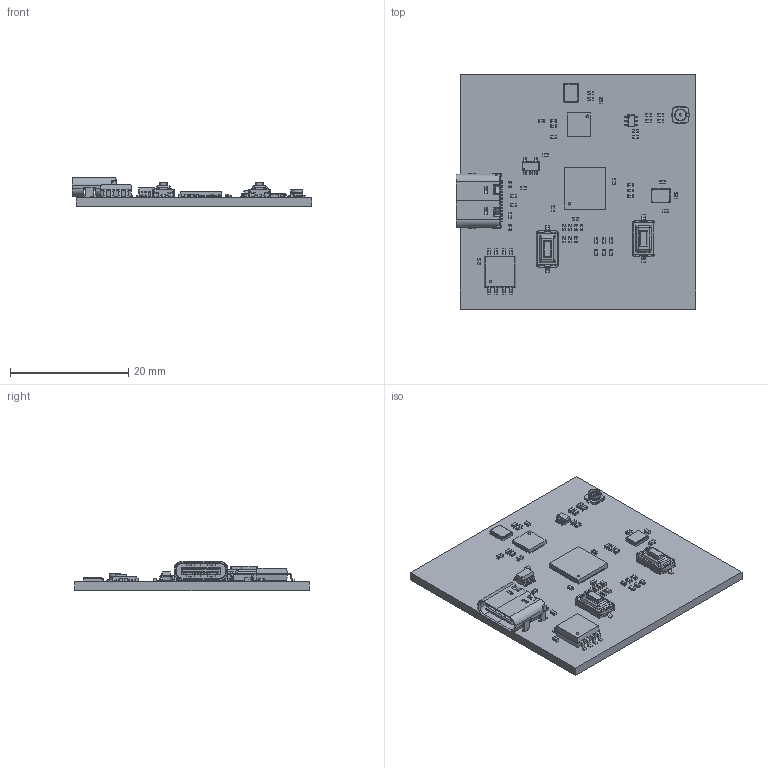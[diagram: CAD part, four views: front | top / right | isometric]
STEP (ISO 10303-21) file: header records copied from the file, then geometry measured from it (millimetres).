
FILE_DESCRIPTION(('KiCad electronic assembly'),'2;1');
FILE_NAME('LOORAA.step','2026-02-13T12:51:45',('Pcbnew'),('Kicad'), 'Open CASCADE STEP processor 7.9','KiCad to STEP converter','Unknown' );
FILE_SCHEMA(('AUTOMOTIVE_DESIGN { 1 0 10303 214 1 1 1 1 }'));
Length unit declared in the file: millimetre
Products named in the file (16): LOORAA 1; C_0402_1005Metric; SOT-23-5; QFN-24-1EP_4x4mm_P0.5mm_EP2.6x2.6mm; R_0402_1005Metric; L_0402_1005Metric; Crystal_SMD_Abracon_ABM8G-4Pin_3.2x2.5mm; U.FL_Hirose_U.FL-R-SMT-1_Vertical; LED_0402_1005Metric; QFN-56-1EP_7x7mm_P0.4mm_EP3.2x3.2mm; SW_Tactile_SPST_NO_Straight_CK_PTS636Sx25SMTRLFS; SOT-363_SC-70-6; Crystal_SMD_3225-4Pin_3.2x2.5mm; USB_C_Receptacle_GCT_USB4105-xx-A_16P_TopMnt_Horizontal; SOIC-8_5.3x5.3mm_P1.27mm; LOORAA_PCB
Assembly tree (55 placements, depth 2):
  LOORAA 1
    C_0402_1005Metric  x25
    SOT-23-5
    QFN-24-1EP_4x4mm_P0.5mm_EP2.6x2.6mm
    R_0402_1005Metric  x11
    L_0402_1005Metric  x4
    Crystal_SMD_Abracon_ABM8G-4Pin_3.2x2.5mm
    U.FL_Hirose_U.FL-R-SMT-1_Vertical
    LED_0402_1005Metric  x3
    QFN-56-1EP_7x7mm_P0.4mm_EP3.2x3.2mm
    SW_Tactile_SPST_NO_Straight_CK_PTS636Sx25SMTRLFS  x2
    SOT-363_SC-70-6
    Crystal_SMD_3225-4Pin_3.2x2.5mm
    USB_C_Receptacle_GCT_USB4105-xx-A_16P_TopMnt_Horizontal
    SOIC-8_5.3x5.3mm_P1.27mm
    LOORAA_PCB
Bounding box: 40.35 x 39.5 x 4.91 mm (x, y, z)
Volume: 2697.4 mm3; surface area: 4753.6 mm2
Topology: 98 solids, 98 shells, 3344 faces, 8764 edges, 5665 vertices
Faces by surface type: plane 2387, cylinder 865, bspline 64, sphere 17, cone 11
Full cylindrical faces by diameter (mm): 0.4 x2, 0.5 x3, 0.65 x2, 1.8 x1, 1.92 x1, 2 x2
Entity records: 77211 total; most frequent: CARTESIAN_POINT 11299, ORIENTED_EDGE 10568, DIRECTION 9996, EDGE_CURVE 5285, LINE 4392, VECTOR 4392, VERTEX_POINT 3405, AXIS2_PLACEMENT_3D 2802
